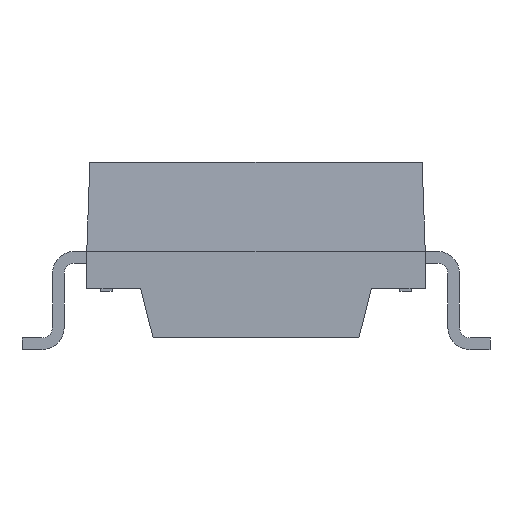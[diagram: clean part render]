
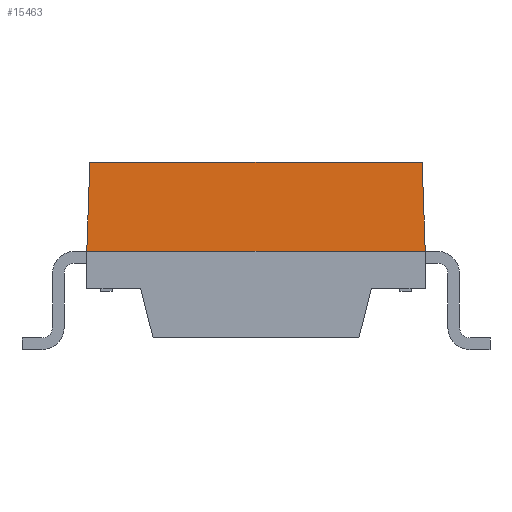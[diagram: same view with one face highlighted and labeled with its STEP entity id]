
A CAD part, left-side view. The second image highlights one B-rep face of the part: STEP entity #15463.
In plain terms, the highlighted planar face has unit normal (-0.999, 0, 0.035).
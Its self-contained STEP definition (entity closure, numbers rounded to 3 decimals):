
#2022=ORIENTED_EDGE('',*,*,#5387,.F.);
#2023=ORIENTED_EDGE('',*,*,#5450,.F.);
#2024=ORIENTED_EDGE('',*,*,#4765,.T.);
#2025=ORIENTED_EDGE('',*,*,#5451,.T.);
#4765=EDGE_CURVE('',#6756,#6760,#8076,.T.);
#5387=EDGE_CURVE('',#7154,#7155,#8601,.T.);
#5450=EDGE_CURVE('',#6756,#7154,#8605,.T.);
#5451=EDGE_CURVE('',#6760,#7155,#8606,.T.);
#6756=VERTEX_POINT('',#20846);
#6760=VERTEX_POINT('',#20855);
#7154=VERTEX_POINT('',#22071);
#7155=VERTEX_POINT('',#22072);
#8076=LINE('',#20856,#9563);
#8601=LINE('',#22070,#10088);
#8605=LINE('',#22480,#10092);
#8606=LINE('',#22481,#10093);
#9563=VECTOR('',#17164,1000.);
#10088=VECTOR('',#18281,1000.);
#10092=VECTOR('',#18287,1000.);
#10093=VECTOR('',#18288,1000.);
#11265=EDGE_LOOP('',(#2022,#2023,#2024,#2025));
#12024=FACE_BOUND('',#11265,.T.);
#12702=PLANE('',#16339);
#15463=ADVANCED_FACE('',(#12024),#12702,.T.);
#16339=AXIS2_PLACEMENT_3D('',#22479,#18285,#18286);
#17164=DIRECTION('',(0.,-1.,0.));
#18281=DIRECTION('',(0.,-1.,0.));
#18285=DIRECTION('',(-0.999,0.,0.035));
#18286=DIRECTION('',(0.035,0.,0.999));
#18287=DIRECTION('',(0.035,-0.035,0.999));
#18288=DIRECTION('',(0.035,0.035,0.999));
#20846=CARTESIAN_POINT('',(-7.551,3.616,1.85));
#20855=CARTESIAN_POINT('',(-7.551,-3.616,1.85));
#20856=CARTESIAN_POINT('',(-7.551,0.,1.85));
#22070=CARTESIAN_POINT('',(-7.485,0.,3.75));
#22071=CARTESIAN_POINT('',(-7.485,3.55,3.75));
#22072=CARTESIAN_POINT('',(-7.485,-3.55,3.75));
#22479=CARTESIAN_POINT('',(-7.485,0.,3.75));
#22480=CARTESIAN_POINT('',(-7.476,3.541,4.011));
#22481=CARTESIAN_POINT('',(-7.481,-3.546,3.874));
